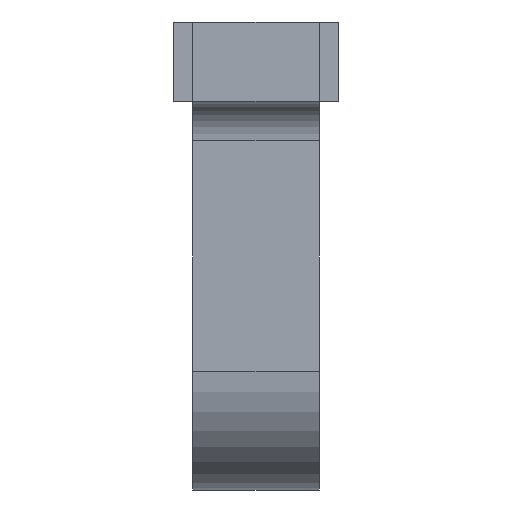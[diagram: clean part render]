
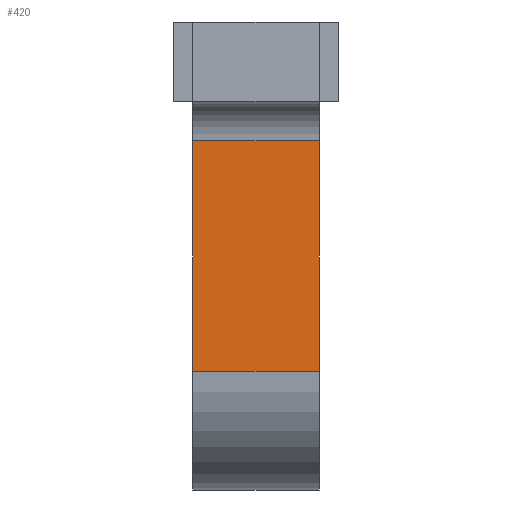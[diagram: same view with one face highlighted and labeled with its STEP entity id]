
A CAD part, left-side view. The second image highlights one B-rep face of the part: STEP entity #420.
In plain terms, the highlighted planar face has unit normal (-1, 0, 0).
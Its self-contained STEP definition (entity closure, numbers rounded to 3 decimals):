
#72=ORIENTED_EDGE('',*,*,#178,.T.);
#73=ORIENTED_EDGE('',*,*,#159,.T.);
#74=ORIENTED_EDGE('',*,*,#180,.F.);
#75=ORIENTED_EDGE('',*,*,#181,.F.);
#159=EDGE_CURVE('',#217,#216,#258,.T.);
#178=EDGE_CURVE('',#230,#217,#272,.T.);
#180=EDGE_CURVE('',#231,#216,#273,.T.);
#181=EDGE_CURVE('',#230,#231,#274,.T.);
#216=VERTEX_POINT('',#622);
#217=VERTEX_POINT('',#624);
#230=VERTEX_POINT('',#661);
#231=VERTEX_POINT('',#665);
#258=LINE('',#623,#310);
#272=LINE('',#660,#324);
#273=LINE('',#664,#325);
#274=LINE('',#666,#326);
#310=VECTOR('',#503,1000.);
#324=VECTOR('',#537,1000.);
#325=VECTOR('',#542,1000.);
#326=VECTOR('',#543,1000.);
#358=EDGE_LOOP('',(#72,#73,#74,#75));
#380=FACE_BOUND('',#358,.T.);
#399=PLANE('',#462);
#420=ADVANCED_FACE('',(#380),#399,.T.);
#462=AXIS2_PLACEMENT_3D('',#663,#540,#541);
#503=DIRECTION('',(0.,0.,-1.));
#537=DIRECTION('',(0.,1.,0.));
#540=DIRECTION('',(-1.,0.,0.));
#541=DIRECTION('',(0.,0.,-1.));
#542=DIRECTION('',(0.,1.,0.));
#543=DIRECTION('',(0.,0.,-1.));
#622=CARTESIAN_POINT('',(151.9,-110.9,2.4));
#623=CARTESIAN_POINT('',(151.9,-110.9,3.85));
#624=CARTESIAN_POINT('',(151.9,-110.9,3.85));
#660=CARTESIAN_POINT('',(151.9,-111.7,3.85));
#661=CARTESIAN_POINT('',(151.9,-111.7,3.85));
#663=CARTESIAN_POINT('',(151.9,-111.7,3.85));
#664=CARTESIAN_POINT('',(151.9,-111.7,2.4));
#665=CARTESIAN_POINT('',(151.9,-111.7,2.4));
#666=CARTESIAN_POINT('',(151.9,-111.7,3.85));
